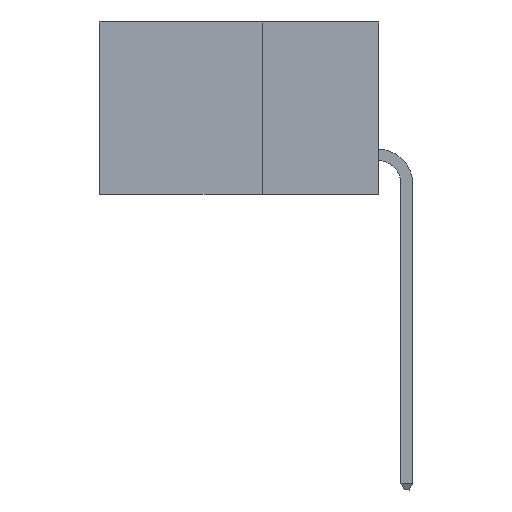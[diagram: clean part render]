
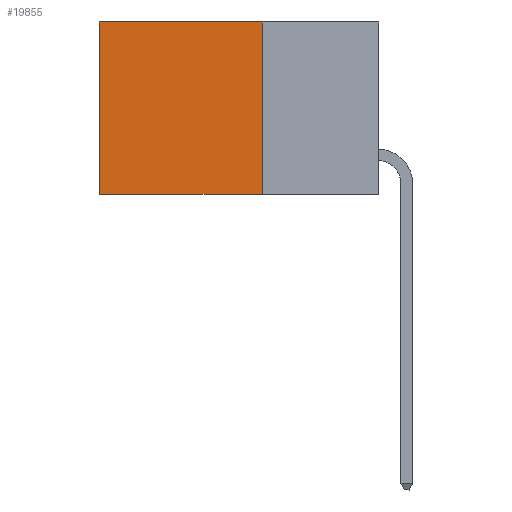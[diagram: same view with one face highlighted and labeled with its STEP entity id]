
A CAD part, left-side view. The second image highlights one B-rep face of the part: STEP entity #19855.
In plain terms, the highlighted planar face has unit normal (-1, 0, 0).
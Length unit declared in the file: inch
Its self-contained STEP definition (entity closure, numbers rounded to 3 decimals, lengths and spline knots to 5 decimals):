
#221 = ORIENTED_EDGE ( 'NONE', *, *, #4836, .F. ) ;
#1208 = EDGE_CURVE ( 'NONE', #2085, #17178, #11966, .T. ) ;
#2085 = VERTEX_POINT ( 'NONE', #6102 ) ;
#2369 = DIRECTION ( 'NONE',  ( 0., 1., 0. ) ) ;
#2803 = VECTOR ( 'NONE', #14188, 39.37008 ) ;
#3482 = CARTESIAN_POINT ( 'NONE',  ( 0.2615, 0.25, -0.37 ) ) ;
#4513 = CARTESIAN_POINT ( 'NONE',  ( 0.2615, 0.25, 0. ) ) ;
#4636 = CARTESIAN_POINT ( 'NONE',  ( 0.2615, 0.6, -0.37 ) ) ;
#4836 = EDGE_CURVE ( 'NONE', #12982, #2085, #7278, .T. ) ;
#5313 = PLANE ( 'NONE',  #13790 ) ;
#5359 = VECTOR ( 'NONE', #13132, 39.37008 ) ;
#6102 = CARTESIAN_POINT ( 'NONE',  ( 0.2615, 0.25, -0.37 ) ) ;
#6757 = ORIENTED_EDGE ( 'NONE', *, *, #15703, .T. ) ;
#6803 = FACE_OUTER_BOUND ( 'NONE', #11763, .T. ) ;
#7200 = VECTOR ( 'NONE', #12298, 39.37008 ) ;
#7278 = LINE ( 'NONE', #10461, #2803 ) ;
#10199 = DIRECTION ( 'NONE',  ( 1., 0., 0. ) ) ;
#10461 = CARTESIAN_POINT ( 'NONE',  ( 0.2615, 0.25, -0.37 ) ) ;
#11385 = CARTESIAN_POINT ( 'NONE',  ( 0.2615, 0.25, 0. ) ) ;
#11425 = LINE ( 'NONE', #4636, #5359 ) ;
#11763 = EDGE_LOOP ( 'NONE', ( #6757, #18475, #221, #16957 ) ) ;
#11966 = LINE ( 'NONE', #3482, #7200 ) ;
#12217 = DIRECTION ( 'NONE',  ( 0., 0., -1. ) ) ;
#12298 = DIRECTION ( 'NONE',  ( 0., 1., 0. ) ) ;
#12407 = EDGE_CURVE ( 'NONE', #12982, #19071, #13121, .T. ) ;
#12982 = VERTEX_POINT ( 'NONE', #11385 ) ;
#13121 = LINE ( 'NONE', #4513, #18309 ) ;
#13132 = DIRECTION ( 'NONE',  ( 0., 0., -1. ) ) ;
#13790 = AXIS2_PLACEMENT_3D ( 'NONE', #15295, #10199, #12217 ) ;
#14188 = DIRECTION ( 'NONE',  ( 0., 0., -1. ) ) ;
#14845 = CARTESIAN_POINT ( 'NONE',  ( 0.2615, 0.6, -0.37 ) ) ;
#15295 = CARTESIAN_POINT ( 'NONE',  ( 0.2615, 0.25, -0.37 ) ) ;
#15617 = CARTESIAN_POINT ( 'NONE',  ( 0.2615, 0.6, 0. ) ) ;
#15703 = EDGE_CURVE ( 'NONE', #19071, #17178, #11425, .T. ) ;
#16957 = ORIENTED_EDGE ( 'NONE', *, *, #12407, .T. ) ;
#17178 = VERTEX_POINT ( 'NONE', #14845 ) ;
#18309 = VECTOR ( 'NONE', #2369, 39.37008 ) ;
#18475 = ORIENTED_EDGE ( 'NONE', *, *, #1208, .F. ) ;
#19071 = VERTEX_POINT ( 'NONE', #15617 ) ;
#19855 = ADVANCED_FACE ( 'NONE', ( #6803 ), #5313, .F. ) ;
